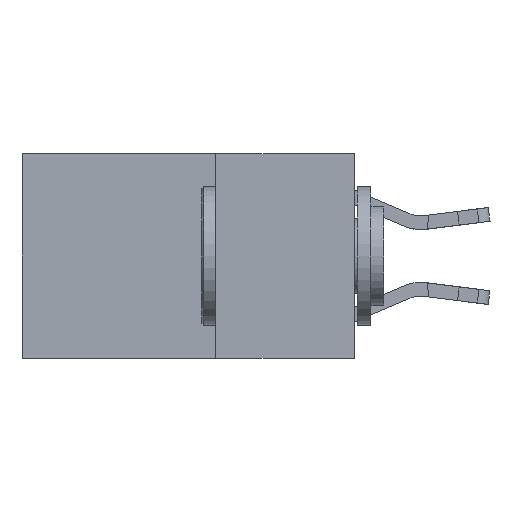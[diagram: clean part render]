
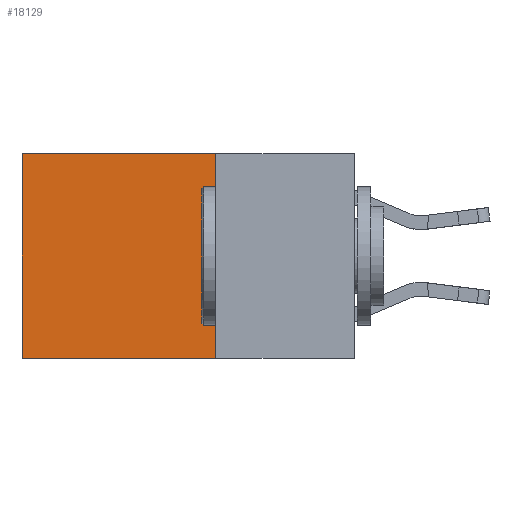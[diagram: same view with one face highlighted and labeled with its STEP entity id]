
A CAD part, left-side view. The second image highlights one B-rep face of the part: STEP entity #18129.
In plain terms, the highlighted planar face has unit normal (-1, 0, 0).
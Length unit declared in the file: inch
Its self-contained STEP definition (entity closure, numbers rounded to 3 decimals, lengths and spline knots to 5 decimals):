
#619 = CARTESIAN_POINT ( 'NONE',  ( 0.2625, 0.25, 0. ) ) ;
#1089 = CARTESIAN_POINT ( 'NONE',  ( 0.2625, 0.25, 0. ) ) ;
#1326 = VECTOR ( 'NONE', #10077, 39.37008 ) ;
#1439 = LINE ( 'NONE', #5688, #20008 ) ;
#1443 = CARTESIAN_POINT ( 'NONE',  ( 0.2625, 0.6, 0. ) ) ;
#1962 = EDGE_CURVE ( 'NONE', #16649, #9148, #12242, .T. ) ;
#2518 = EDGE_CURVE ( 'NONE', #20458, #19101, #1439, .T. ) ;
#3127 = EDGE_LOOP ( 'NONE', ( #5702, #8569, #3922, #5351 ) ) ;
#3922 = ORIENTED_EDGE ( 'NONE', *, *, #4715, .F. ) ;
#4065 = CARTESIAN_POINT ( 'NONE',  ( 0.2625, 0.25, 0. ) ) ;
#4598 = PLANE ( 'NONE',  #11350 ) ;
#4715 = EDGE_CURVE ( 'NONE', #16649, #20458, #6726, .T. ) ;
#5346 = CARTESIAN_POINT ( 'NONE',  ( 0.2625, 0.6, -0.37 ) ) ;
#5351 = ORIENTED_EDGE ( 'NONE', *, *, #1962, .T. ) ;
#5688 = CARTESIAN_POINT ( 'NONE',  ( 0.2625, 0.25, -0.37 ) ) ;
#5702 = ORIENTED_EDGE ( 'NONE', *, *, #7857, .T. ) ;
#6403 = LINE ( 'NONE', #7228, #20151 ) ;
#6726 = LINE ( 'NONE', #619, #1326 ) ;
#7228 = CARTESIAN_POINT ( 'NONE',  ( 0.2625, 0.6, 0. ) ) ;
#7553 = DIRECTION ( 'NONE',  ( 0., 1., 0. ) ) ;
#7857 = EDGE_CURVE ( 'NONE', #9148, #19101, #6403, .T. ) ;
#8272 = DIRECTION ( 'NONE',  ( 1., 0., 0. ) ) ;
#8569 = ORIENTED_EDGE ( 'NONE', *, *, #2518, .F. ) ;
#9066 = DIRECTION ( 'NONE',  ( 0., 0., -1. ) ) ;
#9148 = VERTEX_POINT ( 'NONE', #1443 ) ;
#10077 = DIRECTION ( 'NONE',  ( 0., 0., -1. ) ) ;
#11350 = AXIS2_PLACEMENT_3D ( 'NONE', #18986, #8272, #20746 ) ;
#12242 = LINE ( 'NONE', #4065, #21101 ) ;
#16649 = VERTEX_POINT ( 'NONE', #1089 ) ;
#18129 = ADVANCED_FACE ( 'NONE', ( #18328 ), #4598, .F. ) ;
#18328 = FACE_OUTER_BOUND ( 'NONE', #3127, .T. ) ;
#18452 = DIRECTION ( 'NONE',  ( 0., 1., 0. ) ) ;
#18986 = CARTESIAN_POINT ( 'NONE',  ( 0.2625, 0.25, 0. ) ) ;
#19101 = VERTEX_POINT ( 'NONE', #5346 ) ;
#20008 = VECTOR ( 'NONE', #7553, 39.37008 ) ;
#20151 = VECTOR ( 'NONE', #9066, 39.37008 ) ;
#20458 = VERTEX_POINT ( 'NONE', #22997 ) ;
#20746 = DIRECTION ( 'NONE',  ( 0., 0., -1. ) ) ;
#21101 = VECTOR ( 'NONE', #18452, 39.37008 ) ;
#22997 = CARTESIAN_POINT ( 'NONE',  ( 0.2625, 0.25, -0.37 ) ) ;
